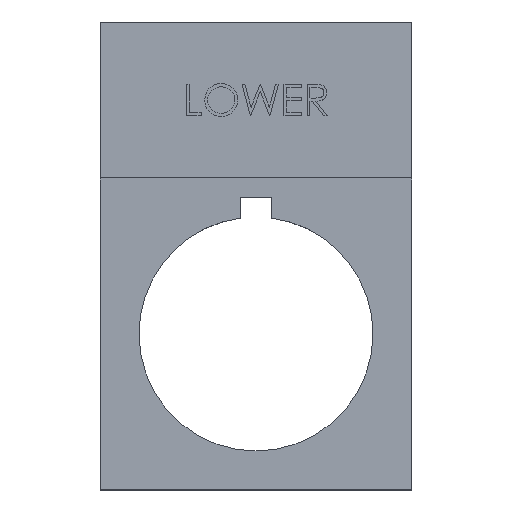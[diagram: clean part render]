
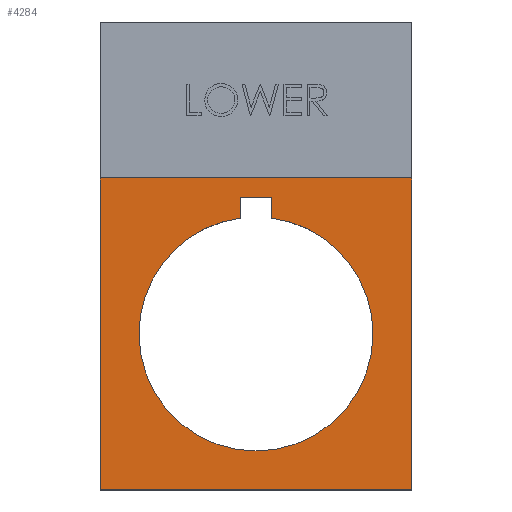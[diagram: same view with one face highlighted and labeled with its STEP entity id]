
A CAD part, top view. The second image highlights one B-rep face of the part: STEP entity #4284.
In plain terms, the highlighted planar face has unit normal (0, 0, 1).
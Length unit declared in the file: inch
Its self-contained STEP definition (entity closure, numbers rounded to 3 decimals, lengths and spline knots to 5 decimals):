
#20 = CARTESIAN_POINT ( 'NONE',  ( 0.19685, 0.59055, 0.01969 ) ) ;
#22 = DIRECTION ( 'NONE',  ( -1., 0., 0. ) ) ;
#76 = VERTEX_POINT ( 'NONE', #2720 ) ;
#112 = ORIENTED_EDGE ( 'NONE', *, *, #3421, .T. ) ;
#204 = ORIENTED_EDGE ( 'NONE', *, *, #1741, .F. ) ;
#227 = VERTEX_POINT ( 'NONE', #1427 ) ;
#297 = EDGE_CURVE ( 'NONE', #3269, #3580, #606, .T. ) ;
#300 = CARTESIAN_POINT ( 'NONE',  ( -0.19685, 0.59055, 0.01969 ) ) ;
#308 = LINE ( 'NONE', #2031, #3360 ) ;
#343 = VECTOR ( 'NONE', #22, 39.37008 ) ;
#359 = CIRCLE ( 'NONE', #995, 0.44291 ) ;
#371 = ORIENTED_EDGE ( 'NONE', *, *, #2846, .T. ) ;
#388 = CARTESIAN_POINT ( 'NONE',  ( 0., 0., 0.01969 ) ) ;
#422 = ORIENTED_EDGE ( 'NONE', *, *, #4120, .T. ) ;
#480 = ORIENTED_EDGE ( 'NONE', *, *, #3052, .T. ) ;
#604 = CARTESIAN_POINT ( 'NONE',  ( 0.44291, 0., 0.01969 ) ) ;
#606 = CIRCLE ( 'NONE', #809, 0.44291 ) ;
#610 = CARTESIAN_POINT ( 'NONE',  ( 0.05906, 0.43896, 0.01969 ) ) ;
#627 = CARTESIAN_POINT ( 'NONE',  ( 0., 0., 0.01969 ) ) ;
#809 = AXIS2_PLACEMENT_3D ( 'NONE', #388, #3423, #2390 ) ;
#862 = ORIENTED_EDGE ( 'NONE', *, *, #297, .T. ) ;
#948 = EDGE_CURVE ( 'NONE', #3430, #4286, #1586, .T. ) ;
#970 = VECTOR ( 'NONE', #3173, 39.37008 ) ;
#995 = AXIS2_PLACEMENT_3D ( 'NONE', #627, #3663, #1423 ) ;
#1061 = LINE ( 'NONE', #3152, #970 ) ;
#1078 = DIRECTION ( 'NONE',  ( 0., 0., 1. ) ) ;
#1101 = ORIENTED_EDGE ( 'NONE', *, *, #948, .F. ) ;
#1151 = LINE ( 'NONE', #2619, #2019 ) ;
#1159 = DIRECTION ( 'NONE',  ( 0., -1., 0. ) ) ;
#1205 = EDGE_CURVE ( 'NONE', #227, #2656, #3183, .T. ) ;
#1298 = CARTESIAN_POINT ( 'NONE',  ( 0., 0., 0.01969 ) ) ;
#1336 = FACE_OUTER_BOUND ( 'NONE', #2295, .T. ) ;
#1337 = CARTESIAN_POINT ( 'NONE',  ( -0.59055, -0.59055, 0.01969 ) ) ;
#1360 = VECTOR ( 'NONE', #3322, 39.37008 ) ;
#1423 = DIRECTION ( 'NONE',  ( 1., 0., 0. ) ) ;
#1427 = CARTESIAN_POINT ( 'NONE',  ( 0.05906, 0.5177, 0.01969 ) ) ;
#1460 = EDGE_LOOP ( 'NONE', ( #4342, #3111, #422, #862, #371, #480 ) ) ;
#1472 = EDGE_CURVE ( 'NONE', #4286, #3637, #3178, .T. ) ;
#1586 = LINE ( 'NONE', #1337, #343 ) ;
#1625 = AXIS2_PLACEMENT_3D ( 'NONE', #1298, #1984, #3011 ) ;
#1741 = EDGE_CURVE ( 'NONE', #4080, #3430, #1151, .T. ) ;
#1760 = DIRECTION ( 'NONE',  ( 1., 0., 0. ) ) ;
#1782 = VERTEX_POINT ( 'NONE', #2248 ) ;
#1796 = DIRECTION ( 'NONE',  ( 0., 1., 0. ) ) ;
#1818 = B_SPLINE_CURVE_WITH_KNOTS ( 'NONE', 3,
 ( #3005, #20, #300, #4030 ),
 .UNSPECIFIED., .F., .F.,
 ( 4, 4 ),
 ( 0., 1. ),
 .UNSPECIFIED. ) ;
#1956 = CARTESIAN_POINT ( 'NONE',  ( -0.44291, 0., 0.01969 ) ) ;
#1984 = DIRECTION ( 'NONE',  ( 0., 0., -1. ) ) ;
#2018 = AXIS2_PLACEMENT_3D ( 'NONE', #3794, #1078, #1760 ) ;
#2019 = VECTOR ( 'NONE', #4258, 39.37008 ) ;
#2031 = CARTESIAN_POINT ( 'NONE',  ( -0.05906, 0.5177, 0.01969 ) ) ;
#2248 = CARTESIAN_POINT ( 'NONE',  ( -0.05906, 0.5177, 0.01969 ) ) ;
#2295 = EDGE_LOOP ( 'NONE', ( #1101, #204, #112, #3960 ) ) ;
#2390 = DIRECTION ( 'NONE',  ( 1., 0., 0. ) ) ;
#2619 = CARTESIAN_POINT ( 'NONE',  ( 0.59055, -0.59055, 0.01969 ) ) ;
#2656 = VERTEX_POINT ( 'NONE', #610 ) ;
#2720 = CARTESIAN_POINT ( 'NONE',  ( -0.05906, 0.43896, 0.01969 ) ) ;
#2734 = CIRCLE ( 'NONE', #1625, 0.44291 ) ;
#2756 = PLANE ( 'NONE',  #2018 ) ;
#2846 = EDGE_CURVE ( 'NONE', #3580, #76, #359, .T. ) ;
#2863 = CARTESIAN_POINT ( 'NONE',  ( 0.59055, 0.59055, 0.01969 ) ) ;
#3005 = CARTESIAN_POINT ( 'NONE',  ( 0.59055, 0.59055, 0.01969 ) ) ;
#3011 = DIRECTION ( 'NONE',  ( 1., 0., 0. ) ) ;
#3052 = EDGE_CURVE ( 'NONE', #76, #1782, #308, .T. ) ;
#3111 = ORIENTED_EDGE ( 'NONE', *, *, #1205, .T. ) ;
#3152 = CARTESIAN_POINT ( 'NONE',  ( 0.05906, 0.5177, 0.01969 ) ) ;
#3173 = DIRECTION ( 'NONE',  ( 1., 0., 0. ) ) ;
#3178 = LINE ( 'NONE', #4350, #1360 ) ;
#3183 = LINE ( 'NONE', #3226, #3551 ) ;
#3226 = CARTESIAN_POINT ( 'NONE',  ( 0.05906, 0.43896, 0.01969 ) ) ;
#3269 = VERTEX_POINT ( 'NONE', #604 ) ;
#3322 = DIRECTION ( 'NONE',  ( 0., 1., 0. ) ) ;
#3360 = VECTOR ( 'NONE', #1796, 39.37008 ) ;
#3384 = CARTESIAN_POINT ( 'NONE',  ( -0.59055, 0.59055, 0.01969 ) ) ;
#3421 = EDGE_CURVE ( 'NONE', #4080, #3637, #1818, .T. ) ;
#3423 = DIRECTION ( 'NONE',  ( 0., 0., -1. ) ) ;
#3430 = VERTEX_POINT ( 'NONE', #3716 ) ;
#3551 = VECTOR ( 'NONE', #1159, 39.37008 ) ;
#3580 = VERTEX_POINT ( 'NONE', #1956 ) ;
#3637 = VERTEX_POINT ( 'NONE', #3384 ) ;
#3663 = DIRECTION ( 'NONE',  ( 0., 0., -1. ) ) ;
#3716 = CARTESIAN_POINT ( 'NONE',  ( 0.59055, -0.59055, 0.01969 ) ) ;
#3734 = EDGE_CURVE ( 'NONE', #1782, #227, #1061, .T. ) ;
#3784 = FACE_BOUND ( 'NONE', #1460, .T. ) ;
#3794 = CARTESIAN_POINT ( 'NONE',  ( 0., 0.29528, 0.01969 ) ) ;
#3960 = ORIENTED_EDGE ( 'NONE', *, *, #1472, .F. ) ;
#4030 = CARTESIAN_POINT ( 'NONE',  ( -0.59055, 0.59055, 0.01969 ) ) ;
#4080 = VERTEX_POINT ( 'NONE', #2863 ) ;
#4120 = EDGE_CURVE ( 'NONE', #2656, #3269, #2734, .T. ) ;
#4160 = CARTESIAN_POINT ( 'NONE',  ( -0.59055, -0.59055, 0.01969 ) ) ;
#4258 = DIRECTION ( 'NONE',  ( 0., -1., 0. ) ) ;
#4284 = ADVANCED_FACE ( 'NONE', ( #3784, #1336 ), #2756, .T. ) ;
#4286 = VERTEX_POINT ( 'NONE', #4160 ) ;
#4342 = ORIENTED_EDGE ( 'NONE', *, *, #3734, .T. ) ;
#4350 = CARTESIAN_POINT ( 'NONE',  ( -0.59055, 1.1811, 0.01969 ) ) ;
